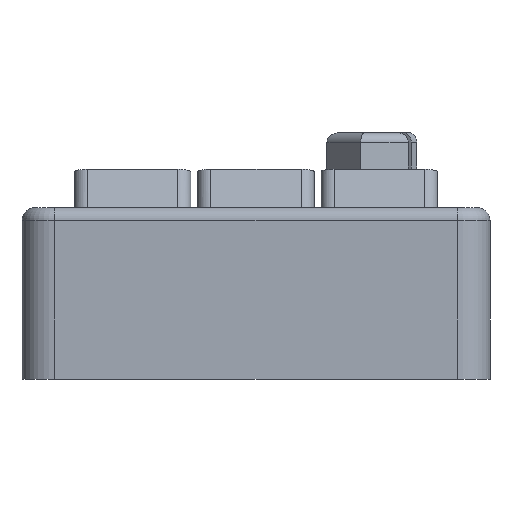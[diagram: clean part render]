
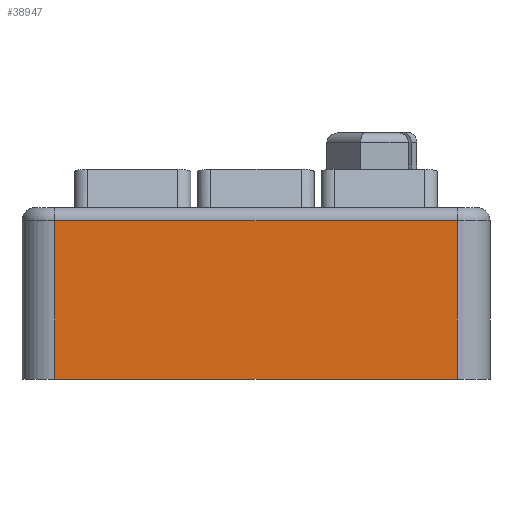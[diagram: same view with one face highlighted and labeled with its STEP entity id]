
A CAD part, front view. The second image highlights one B-rep face of the part: STEP entity #38947.
In plain terms, the highlighted planar face has unit normal (0, -1, 0).
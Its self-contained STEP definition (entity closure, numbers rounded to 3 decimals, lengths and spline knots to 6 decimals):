
#3381=ORIENTED_EDGE('',*,*,#14247,.F.);
#3382=ORIENTED_EDGE('',*,*,#14248,.T.);
#3383=ORIENTED_EDGE('',*,*,#14244,.T.);
#3384=ORIENTED_EDGE('',*,*,#14249,.T.);
#14244=EDGE_CURVE('',#19682,#19683,#23336,.T.);
#14247=EDGE_CURVE('',#19684,#19685,#23337,.T.);
#14248=EDGE_CURVE('',#19684,#19682,#23338,.F.);
#14249=EDGE_CURVE('',#19683,#19685,#23339,.T.);
#19682=VERTEX_POINT('',#59111);
#19683=VERTEX_POINT('',#59112);
#19684=VERTEX_POINT('',#59117);
#19685=VERTEX_POINT('',#59118);
#23336=LINE('',#59110,#27527);
#23337=LINE('',#59116,#27528);
#23338=LINE('',#59119,#27529);
#23339=LINE('',#59120,#27530);
#27527=VECTOR('',#47701,1.);
#27528=VECTOR('',#47708,1.);
#27529=VECTOR('',#47709,1.);
#27530=VECTOR('',#47710,1.);
#31691=EDGE_LOOP('',(#3381,#3382,#3383,#3384));
#34579=FACE_BOUND('',#31691,.T.);
#37456=PLANE('',#43988);
#38947=ADVANCED_FACE('',(#34579),#37456,.F.);
#43988=AXIS2_PLACEMENT_3D('',#59115,#47706,#47707);
#47701=DIRECTION('',(0.,0.,-1.));
#47706=DIRECTION('',(0.,1.,0.));
#47707=DIRECTION('',(0.,0.,1.));
#47708=DIRECTION('',(0.,0.,-1.));
#47709=DIRECTION('',(1.,0.,0.));
#47710=DIRECTION('',(1.,0.,0.));
#59110=CARTESIAN_POINT('',(-0.031065,-0.05837,0.0215));
#59111=CARTESIAN_POINT('',(-0.031065,-0.05837,0.0195));
#59112=CARTESIAN_POINT('',(-0.031065,-0.05837,-0.005));
#59115=CARTESIAN_POINT('',(0.,-0.05837,0.0215));
#59116=CARTESIAN_POINT('',(0.031065,-0.05837,0.0215));
#59117=CARTESIAN_POINT('',(0.031065,-0.05837,0.0195));
#59118=CARTESIAN_POINT('',(0.031065,-0.05837,-0.005));
#59119=CARTESIAN_POINT('',(-0.031065,-0.05837,0.0195));
#59120=CARTESIAN_POINT('',(0.,-0.05837,-0.005));
